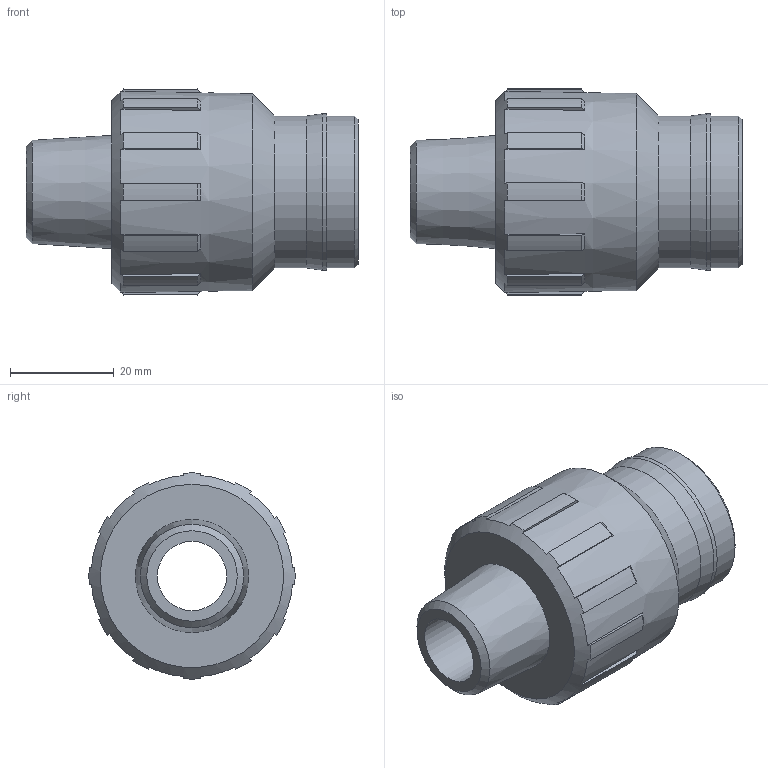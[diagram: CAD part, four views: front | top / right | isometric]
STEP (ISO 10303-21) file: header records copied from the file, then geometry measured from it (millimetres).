
FILE_DESCRIPTION( ( 'STEP AP214' ), '1' );
FILE_NAME( '22083002007(architecture400).stp', '2021-11-18T07:48:36', ( 'License CC BY-ND 4.0' ), ( 'CADENAS' ), ' ', 'PARTsolutions', ' ' );
FILE_SCHEMA( ( 'AUTOMOTIVE_DESIGN { 1 0 10303 214 1 1 1 1 }' ) );
Length unit declared in the file: millimetre
Products named in the file (1): _22083002007(architecture400)
Bounding box: 64 x 39.73 x 39.73 mm (x, y, z)
Volume: 40377.4 mm3; surface area: 11086.7 mm2
Topology: 1 solids, 1 shells, 65 faces, 174 edges, 114 vertices
Faces by surface type: plane 29, cone 19, cylinder 17
Full cylindrical faces by diameter (mm): 13.333 x1, 20 x1, 29.3 x2, 30.167 x1
Entity records: 2506 total; most frequent: DIRECTION 356, CARTESIAN_POINT 338, ORIENTED_EDGE 320, EDGE_CURVE 160, AXIS2_PLACEMENT_3D 130, VERTEX_POINT 112, LINE 96, VECTOR 96
